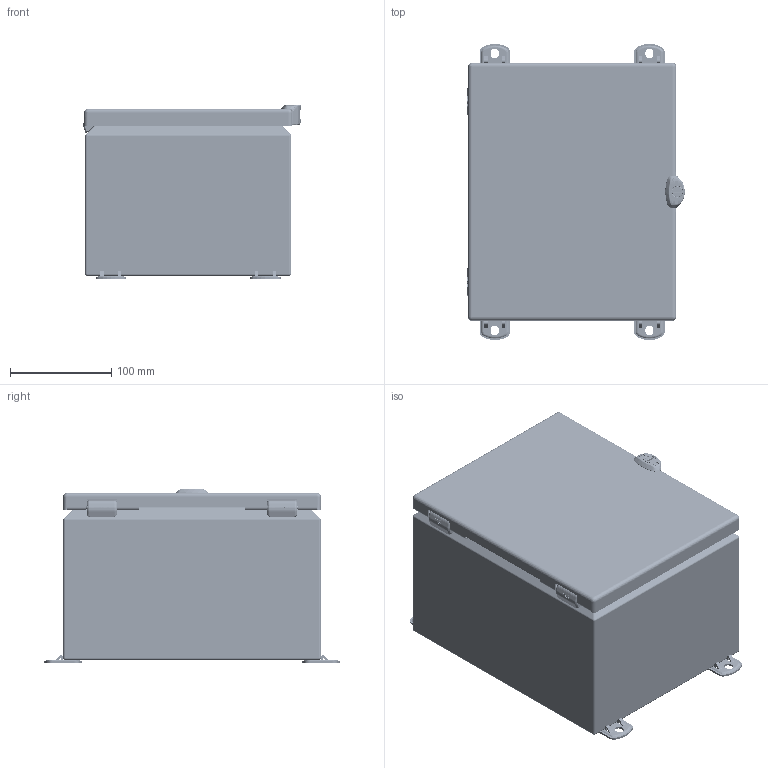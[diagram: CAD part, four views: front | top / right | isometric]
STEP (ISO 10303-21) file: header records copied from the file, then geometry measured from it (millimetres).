
FILE_DESCRIPTION(/* description */ ('5412ESSCH 10" x 8" x 6" Assembly'),/* implementation_level */ '2;1');
FILE_NAME(/* name */ '5412ESSCH100806.stp',/* time_stamp */ '2025-06-30T19:52:15-04:00',/* author */ ('BoxCad'),/* organization */ (''),/* preprocessor_version */ 'ST-DEVELOPER v20',/* originating_system */ 'Autodesk Inventor 2024',/* authorisation */ '');
FILE_SCHEMA (('AUTOMOTIVE_DESIGN { 1 0 10303 214 3 1 1 }'));
Products named in the file (34): 5412ESSCH100806; 5412ESSCH100806B; 5412ESSCH100806B-P; STK-Q-08500; RIVET_NUT_SS_M6_FH_CE; 880SP1008G; 880SP1008G-P; 5412ESSCH100806AK; STK-Q-03200; 5412ESSCH100806MF_AK; 885ESSCHMF-FEET; STK-Q-03075; 5412ESSCH100806C; 5412ESSCH100806C-P; 5412ESSCH100806G; STK-A-33038-1; STK-A-33038-2; STK-Q-33038-B; STK-Q-33033-S; STANDOFF_SS_M6 x 10mm; STK-S-00100; STK-A-880SCQ3MS-1; STK-Q-79961-A; STK-Q-79961-B; STK-Q-70820; STK-A-08126-3; STK-Q-08110_3; STK-A-08126-4; STK-Q-10258; STK-Q-10258-A; STK-Q-10258-B; STK-Q-08110_4; STK-Q-08110-A-1; STK-Q-08110-B
Assembly tree (54 placements, depth 4):
  5412ESSCH100806
    5412ESSCH100806B
      5412ESSCH100806B-P
      STK-Q-08500  x4
      STANDOFF_SS_M6 x 10mm
      RIVET_NUT_SS_M6_FH_CE  x4
    880SP1008G
      880SP1008G-P
    5412ESSCH100806AK
      STK-Q-03200  x4
    5412ESSCH100806MF_AK
      885ESSCHMF-FEET  x4
      STK-Q-03075  x4
    5412ESSCH100806C
      5412ESSCH100806C-P
      5412ESSCH100806G
      STK-A-33038-1
        STK-Q-33038-B
        STK-Q-33033-S
      STK-A-33038-2
        STK-Q-33038-B
        STK-Q-33033-S
      STANDOFF_SS_M6 x 10mm
      STK-S-00100
      STK-A-880SCQ3MS-1
        STK-Q-79961-A
        STK-Q-79961-B
        STK-Q-70820
    STK-A-08126-3
      STK-Q-10258
        STK-Q-10258-A
        STK-Q-10258-B
      STK-Q-08110_3
        STK-Q-08110-A-1
        STK-Q-08110-B
    STK-A-08126-4
      STK-Q-10258
        STK-Q-10258-A
        STK-Q-10258-B
      STK-Q-08110_4
        STK-Q-08110-A-1
        STK-Q-08110-B
Bounding box: 214.39 x 292 x 171.58 mm (x, y, z)
Volume: 482087.5 mm3; surface area: 679240.1 mm2
Topology: 44 solids, 44 shells, 6243 faces, 15874 edges, 9718 vertices
Faces by surface type: plane 3092, cylinder 1251, bspline 1158, torus 432, cone 183, sphere 127
Full cylindrical faces by diameter (mm): 0.762 x6, 0.9 x6, 3 x2, 3.175 x2, 4 x2, 4.2 x2, 4.4 x6, 4.9 x14, 5 x8, 5.1 x32, 5.537 x2, 5.9 x68, 6 x4, 6.1 x6, 7.62 x2, 8.128 x4, 8.382 x1, 10 x6, 10.465 x1, 10.7 x1, 12.7 x4, 13 x4
Entity records: 111776 total; most frequent: CARTESIAN_POINT 39189, ORIENTED_EDGE 15676, DIRECTION 13456, EDGE_CURVE 7838, VERTEX_POINT 4848, AXIS2_PLACEMENT_3D 4528, LINE 4400, VECTOR 4400
